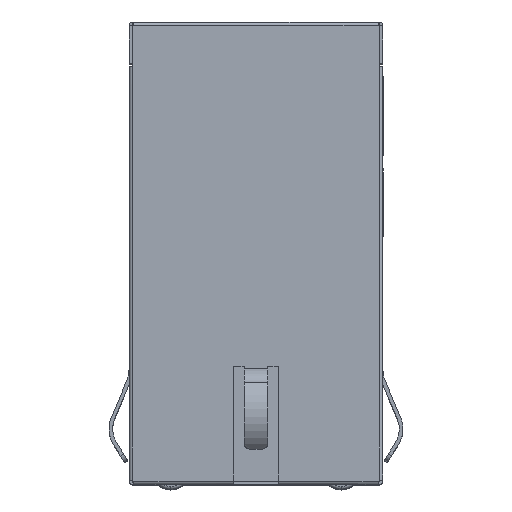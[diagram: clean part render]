
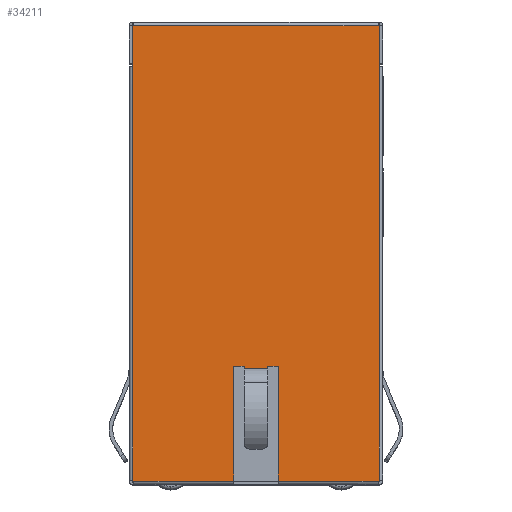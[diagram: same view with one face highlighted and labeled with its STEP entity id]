
A CAD part, top view. The second image highlights one B-rep face of the part: STEP entity #34211.
In plain terms, the highlighted planar face has unit normal (0, 0, 1).
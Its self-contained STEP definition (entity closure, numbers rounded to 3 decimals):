
#135 = VECTOR ( 'NONE', #24414, 1000. ) ;
#842 = LINE ( 'NONE', #31934, #17235 ) ;
#1562 = VERTEX_POINT ( 'NONE', #34485 ) ;
#2449 = DIRECTION ( 'NONE',  ( 0., -1., 0. ) ) ;
#2520 = CARTESIAN_POINT ( 'NONE',  ( -1.5, -7.615, 0. ) ) ;
#2926 = CARTESIAN_POINT ( 'NONE',  ( -8.315, -15.365, 0. ) ) ;
#3076 = ORIENTED_EDGE ( 'NONE', *, *, #36157, .T. ) ;
#3679 = VERTEX_POINT ( 'NONE', #32845 ) ;
#4095 = DIRECTION ( 'NONE',  ( -1., 0., 0. ) ) ;
#4493 = CARTESIAN_POINT ( 'NONE',  ( -8.315, -15.365, 0. ) ) ;
#4876 = DIRECTION ( 'NONE',  ( 0., -1., 0. ) ) ;
#5201 = DIRECTION ( 'NONE',  ( 1., 0., 0. ) ) ;
#5416 = LINE ( 'NONE', #17942, #30196 ) ;
#5442 = CARTESIAN_POINT ( 'NONE',  ( -8.305, 0., 0. ) ) ;
#6020 = VERTEX_POINT ( 'NONE', #22953 ) ;
#6347 = CARTESIAN_POINT ( 'NONE',  ( 8.305, 0., 0. ) ) ;
#6469 = VECTOR ( 'NONE', #7608, 1000. ) ;
#6655 = VECTOR ( 'NONE', #5201, 1000. ) ;
#7546 = EDGE_CURVE ( 'NONE', #12470, #39279, #27411, .T. ) ;
#7608 = DIRECTION ( 'NONE',  ( 0., -1., 0. ) ) ;
#7845 = CARTESIAN_POINT ( 'NONE',  ( 8.315, -15.365, 0. ) ) ;
#7913 = AXIS2_PLACEMENT_3D ( 'NONE', #36366, #17375, #8127 ) ;
#7932 = LINE ( 'NONE', #19868, #38034 ) ;
#7985 = EDGE_CURVE ( 'NONE', #9279, #12470, #25312, .T. ) ;
#8127 = DIRECTION ( 'NONE',  ( 0., -1., 0. ) ) ;
#8747 = VECTOR ( 'NONE', #4876, 1000. ) ;
#8879 = VECTOR ( 'NONE', #37658, 1000. ) ;
#8885 = ORIENTED_EDGE ( 'NONE', *, *, #9469, .F. ) ;
#9017 = VERTEX_POINT ( 'NONE', #27313 ) ;
#9138 = LINE ( 'NONE', #27909, #22428 ) ;
#9279 = VERTEX_POINT ( 'NONE', #2926 ) ;
#9469 = EDGE_CURVE ( 'NONE', #27018, #11584, #39543, .T. ) ;
#9683 = CARTESIAN_POINT ( 'NONE',  ( 1.5, -7.615, 0. ) ) ;
#10057 = LINE ( 'NONE', #16220, #25396 ) ;
#10325 = ORIENTED_EDGE ( 'NONE', *, *, #16491, .F. ) ;
#11584 = VERTEX_POINT ( 'NONE', #28503 ) ;
#11824 = CARTESIAN_POINT ( 'NONE',  ( -0.8, -7.615, 0. ) ) ;
#11836 = EDGE_CURVE ( 'NONE', #32742, #6020, #10057, .T. ) ;
#11906 = VECTOR ( 'NONE', #17112, 1000. ) ;
#11958 = DIRECTION ( 'NONE',  ( -1., 0., 0. ) ) ;
#12440 = EDGE_LOOP ( 'NONE', ( #19082, #39264, #8885, #3076, #14466, #25098, #37455, #20633, #36959, #36319, #21205, #23423, #35139, #39405, #32963, #10325 ) ) ;
#12470 = VERTEX_POINT ( 'NONE', #36518 ) ;
#13141 = DIRECTION ( 'NONE',  ( 1., 0., 0. ) ) ;
#13173 = LINE ( 'NONE', #39303, #6469 ) ;
#13602 = DIRECTION ( 'NONE',  ( 0., -1., 0. ) ) ;
#14060 = EDGE_CURVE ( 'NONE', #39279, #32742, #18151, .T. ) ;
#14466 = ORIENTED_EDGE ( 'NONE', *, *, #33327, .F. ) ;
#15710 = VECTOR ( 'NONE', #11958, 1000. ) ;
#15728 = CARTESIAN_POINT ( 'NONE',  ( -8.305, 12.615, 0. ) ) ;
#15832 = CARTESIAN_POINT ( 'NONE',  ( -8.315, 15.365, 0. ) ) ;
#16015 = CARTESIAN_POINT ( 'NONE',  ( -0.8, -7.615, 0. ) ) ;
#16220 = CARTESIAN_POINT ( 'NONE',  ( 8.315, 15.365, 0. ) ) ;
#16491 = EDGE_CURVE ( 'NONE', #17659, #1562, #24744, .T. ) ;
#17005 = LINE ( 'NONE', #4493, #18346 ) ;
#17112 = DIRECTION ( 'NONE',  ( 1., 0., 0. ) ) ;
#17235 = VECTOR ( 'NONE', #22476, 1000. ) ;
#17272 = EDGE_CURVE ( 'NONE', #17439, #17659, #5416, .T. ) ;
#17375 = DIRECTION ( 'NONE',  ( 0., 0., 1. ) ) ;
#17439 = VERTEX_POINT ( 'NONE', #19970 ) ;
#17659 = VERTEX_POINT ( 'NONE', #9683 ) ;
#17942 = CARTESIAN_POINT ( 'NONE',  ( 1.5, -7.615, 0. ) ) ;
#18151 = LINE ( 'NONE', #5442, #39608 ) ;
#18280 = EDGE_CURVE ( 'NONE', #33930, #24127, #9138, .T. ) ;
#18346 = VECTOR ( 'NONE', #4095, 1000. ) ;
#18461 = LINE ( 'NONE', #6347, #32780 ) ;
#19082 = ORIENTED_EDGE ( 'NONE', *, *, #17272, .F. ) ;
#19868 = CARTESIAN_POINT ( 'NONE',  ( -8.315, -15.365, 0. ) ) ;
#19970 = CARTESIAN_POINT ( 'NONE',  ( 1.5, -15.365, 0. ) ) ;
#20633 = ORIENTED_EDGE ( 'NONE', *, *, #7546, .F. ) ;
#21205 = ORIENTED_EDGE ( 'NONE', *, *, #36131, .F. ) ;
#22428 = VECTOR ( 'NONE', #25228, 1000. ) ;
#22476 = DIRECTION ( 'NONE',  ( -1., 0., 0. ) ) ;
#22886 = CARTESIAN_POINT ( 'NONE',  ( 8.315, 12.615, 0. ) ) ;
#22953 = CARTESIAN_POINT ( 'NONE',  ( 8.305, 15.365, 0. ) ) ;
#23423 = ORIENTED_EDGE ( 'NONE', *, *, #18280, .F. ) ;
#23986 = DIRECTION ( 'NONE',  ( -1., 0., 0. ) ) ;
#24127 = VERTEX_POINT ( 'NONE', #36354 ) ;
#24414 = DIRECTION ( 'NONE',  ( 0., -1., 0. ) ) ;
#24555 = CARTESIAN_POINT ( 'NONE',  ( 0., 12.615, 0. ) ) ;
#24744 = LINE ( 'NONE', #2520, #15710 ) ;
#25098 = ORIENTED_EDGE ( 'NONE', *, *, #11836, .F. ) ;
#25228 = DIRECTION ( 'NONE',  ( -1., 0., 0. ) ) ;
#25291 = VECTOR ( 'NONE', #13602, 1000. ) ;
#25312 = LINE ( 'NONE', #15832, #8879 ) ;
#25396 = VECTOR ( 'NONE', #13141, 1000. ) ;
#25784 = EDGE_CURVE ( 'NONE', #11584, #17439, #7932, .T. ) ;
#26795 = LINE ( 'NONE', #38969, #11906 ) ;
#27018 = VERTEX_POINT ( 'NONE', #22886 ) ;
#27070 = FACE_OUTER_BOUND ( 'NONE', #12440, .T. ) ;
#27313 = CARTESIAN_POINT ( 'NONE',  ( -1.5, -15.365, 0. ) ) ;
#27411 = LINE ( 'NONE', #24555, #6655 ) ;
#27542 = CARTESIAN_POINT ( 'NONE',  ( 0.8, -7.796, 0. ) ) ;
#27892 = LINE ( 'NONE', #34072, #135 ) ;
#27909 = CARTESIAN_POINT ( 'NONE',  ( -1.5, -7.615, 0. ) ) ;
#28503 = CARTESIAN_POINT ( 'NONE',  ( 8.315, -15.365, 0. ) ) ;
#29296 = EDGE_CURVE ( 'NONE', #33930, #30324, #33101, .T. ) ;
#30187 = VERTEX_POINT ( 'NONE', #27542 ) ;
#30196 = VECTOR ( 'NONE', #30539, 1000. ) ;
#30324 = VERTEX_POINT ( 'NONE', #34757 ) ;
#30539 = DIRECTION ( 'NONE',  ( 0., 1., 0. ) ) ;
#30560 = DIRECTION ( 'NONE',  ( 0., 1., 0. ) ) ;
#31934 = CARTESIAN_POINT ( 'NONE',  ( 0., 12.615, 0. ) ) ;
#32742 = VERTEX_POINT ( 'NONE', #37940 ) ;
#32780 = VECTOR ( 'NONE', #2449, 1000. ) ;
#32845 = CARTESIAN_POINT ( 'NONE',  ( 8.305, 12.615, 0. ) ) ;
#32963 = ORIENTED_EDGE ( 'NONE', *, *, #33174, .F. ) ;
#33101 = LINE ( 'NONE', #11824, #8747 ) ;
#33174 = EDGE_CURVE ( 'NONE', #1562, #30187, #13173, .T. ) ;
#33327 = EDGE_CURVE ( 'NONE', #6020, #3679, #18461, .T. ) ;
#33483 = PLANE ( 'NONE',  #7913 ) ;
#33930 = VERTEX_POINT ( 'NONE', #16015 ) ;
#34004 = EDGE_CURVE ( 'NONE', #9017, #9279, #17005, .T. ) ;
#34072 = CARTESIAN_POINT ( 'NONE',  ( -1.5, -7.615, 0. ) ) ;
#34211 = ADVANCED_FACE ( 'NONE', ( #27070 ), #33483, .T. ) ;
#34485 = CARTESIAN_POINT ( 'NONE',  ( 0.8, -7.615, 0. ) ) ;
#34757 = CARTESIAN_POINT ( 'NONE',  ( -0.8, -7.796, 0. ) ) ;
#35139 = ORIENTED_EDGE ( 'NONE', *, *, #29296, .T. ) ;
#35791 = EDGE_CURVE ( 'NONE', #30324, #30187, #26795, .T. ) ;
#36131 = EDGE_CURVE ( 'NONE', #24127, #9017, #27892, .T. ) ;
#36157 = EDGE_CURVE ( 'NONE', #27018, #3679, #842, .T. ) ;
#36319 = ORIENTED_EDGE ( 'NONE', *, *, #34004, .F. ) ;
#36354 = CARTESIAN_POINT ( 'NONE',  ( -1.5, -7.615, 0. ) ) ;
#36366 = CARTESIAN_POINT ( 'NONE',  ( 0., 0., 0. ) ) ;
#36518 = CARTESIAN_POINT ( 'NONE',  ( -8.315, 12.615, 0. ) ) ;
#36959 = ORIENTED_EDGE ( 'NONE', *, *, #7985, .F. ) ;
#37455 = ORIENTED_EDGE ( 'NONE', *, *, #14060, .F. ) ;
#37658 = DIRECTION ( 'NONE',  ( 0., 1., 0. ) ) ;
#37940 = CARTESIAN_POINT ( 'NONE',  ( -8.305, 15.365, 0. ) ) ;
#38034 = VECTOR ( 'NONE', #23986, 1000. ) ;
#38969 = CARTESIAN_POINT ( 'NONE',  ( -0.8, -7.796, 0. ) ) ;
#39264 = ORIENTED_EDGE ( 'NONE', *, *, #25784, .F. ) ;
#39279 = VERTEX_POINT ( 'NONE', #15728 ) ;
#39303 = CARTESIAN_POINT ( 'NONE',  ( 0.8, -7.615, 0. ) ) ;
#39405 = ORIENTED_EDGE ( 'NONE', *, *, #35791, .T. ) ;
#39543 = LINE ( 'NONE', #7845, #25291 ) ;
#39608 = VECTOR ( 'NONE', #30560, 1000. ) ;
